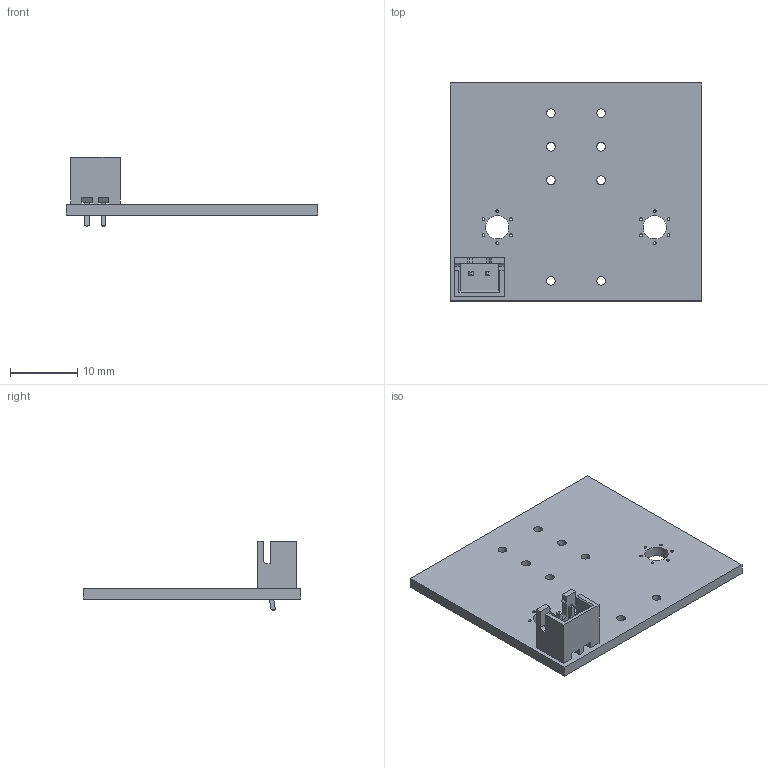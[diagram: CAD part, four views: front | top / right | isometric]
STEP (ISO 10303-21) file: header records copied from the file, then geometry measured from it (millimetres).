
FILE_DESCRIPTION(('KiCad electronic assembly'),'2;1');
FILE_NAME('Relay.step','2020-10-27T23:57:57',('An Author'),('A Company') ,'Open CASCADE STEP processor 6.9','KiCad to STEP converter','Unknown' );
FILE_SCHEMA(('AUTOMOTIVE_DESIGN { 1 0 10303 214 1 1 1 1 }'));
Length unit declared in the file: millimetre
Products named in the file (4): Open CASCADE STEP translator 6.9 1; JST_XH_B02B-XH-A_02x2.50mm_Straight; SOLID; COMPOUND
Assembly tree (3 placements, depth 3):
  Open CASCADE STEP translator 6.9 1
    JST_XH_B02B-XH-A_02x2.50mm_Straight
      SOLID
    COMPOUND
Bounding box: 37.5 x 32.5 x 10.4 mm (x, y, z)
Volume: 2052.4 mm3; surface area: 3114.1 mm2
Topology: 2 solids, 2 shells, 119 faces, 326 edges, 215 vertices
Faces by surface type: plane 91, cylinder 28
Full cylindrical faces by diameter (mm): 0.4 x12, 1.05 x2, 1.3 x8, 3.5 x2
Entity records: 8931 total; most frequent: CARTESIAN_POINT 1616, DIRECTION 1230, LINE 866, VECTOR 866, ORIENTED_EDGE 652, PCURVE 652, DEFINITIONAL_REPRESENTATION 652, EDGE_CURVE 326
